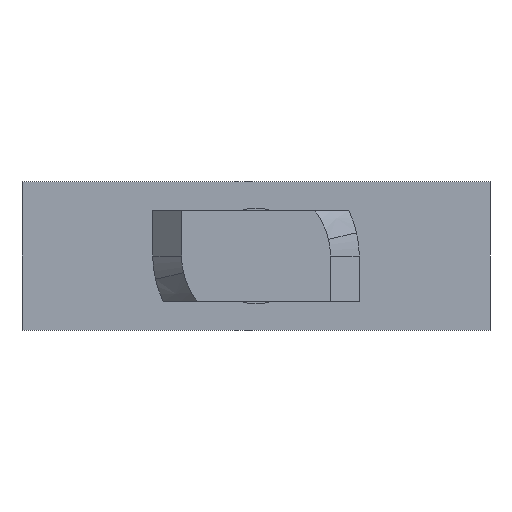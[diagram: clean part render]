
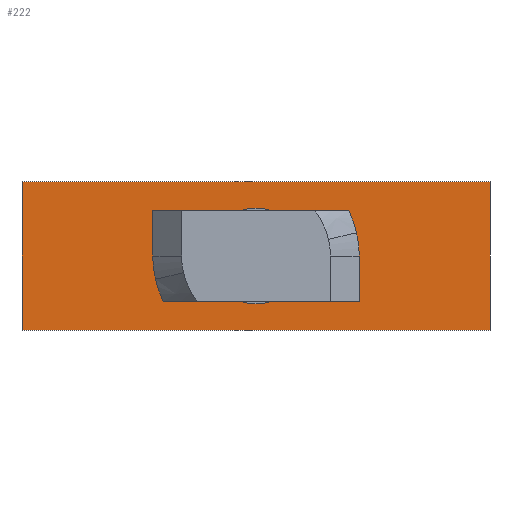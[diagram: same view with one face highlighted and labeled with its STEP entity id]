
A CAD part, front view. The second image highlights one B-rep face of the part: STEP entity #222.
In plain terms, the highlighted planar face has unit normal (0, -1, 0).
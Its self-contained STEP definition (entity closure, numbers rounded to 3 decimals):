
#222=ADVANCED_FACE('',(#449,#450),#451,.T.);
#449=FACE_BOUND('',#677,.T.);
#450=FACE_OUTER_BOUND('',#678,.T.);
#451=PLANE('',#679);
#677=EDGE_LOOP('',(#1248,#1249));
#678=EDGE_LOOP('',(#1250,#1251,#1252,#1253));
#679=AXIS2_PLACEMENT_3D('',#1254,#1255,#1256);
#1248=ORIENTED_EDGE('',*,*,#1334,.T.);
#1249=ORIENTED_EDGE('',*,*,#1535,.T.);
#1250=ORIENTED_EDGE('',*,*,#1542,.F.);
#1251=ORIENTED_EDGE('',*,*,#1543,.T.);
#1252=ORIENTED_EDGE('',*,*,#1544,.T.);
#1253=ORIENTED_EDGE('',*,*,#1538,.T.);
#1254=CARTESIAN_POINT('',(22.0,20.5,-16.0));
#1255=DIRECTION('',(0.0,-1.0,0.0));
#1256=DIRECTION('',(0.0,0.0,1.0));
#1334=EDGE_CURVE('',#1577,#1581,#1583,.T.);
#1535=EDGE_CURVE('',#1581,#1577,#1871,.T.);
#1538=EDGE_CURVE('',#1874,#1875,#1876,.T.);
#1542=EDGE_CURVE('',#1880,#1875,#1881,.T.);
#1543=EDGE_CURVE('',#1880,#1882,#1883,.T.);
#1544=EDGE_CURVE('',#1882,#1874,#1884,.T.);
#1577=VERTEX_POINT('',#1921);
#1581=VERTEX_POINT('',#1926);
#1583=CIRCLE('',#1929,4.5);
#1871=CIRCLE('',#2513,4.5);
#1874=VERTEX_POINT('',#2516);
#1875=VERTEX_POINT('',#2517);
#1876=LINE('',#2518,#2519);
#1880=VERTEX_POINT('',#2525);
#1881=LINE('',#2526,#2527);
#1882=VERTEX_POINT('',#2528);
#1883=LINE('',#2529,#2530);
#1884=LINE('',#2531,#2532);
#1921=CARTESIAN_POINT('',(-4.5,20.5,-9.0));
#1926=CARTESIAN_POINT('',(4.5,20.5,-9.0));
#1929=AXIS2_PLACEMENT_3D('',#2568,#2569,#2570);
#2513=AXIS2_PLACEMENT_3D('',#2792,#2793,#2794);
#2516=CARTESIAN_POINT('',(22.0,20.5,-2.0));
#2517=CARTESIAN_POINT('',(-22.0,20.5,-2.0));
#2518=CARTESIAN_POINT('',(-22.0,20.5,-2.0));
#2519=VECTOR('',#2798,1.0);
#2525=CARTESIAN_POINT('',(-22.0,20.5,-16.0));
#2526=CARTESIAN_POINT('',(-22.0,20.5,-16.0));
#2527=VECTOR('',#2801,1.0);
#2528=CARTESIAN_POINT('',(22.0,20.5,-16.0));
#2529=CARTESIAN_POINT('',(-22.0,20.5,-16.0));
#2530=VECTOR('',#2802,1.0);
#2531=CARTESIAN_POINT('',(22.0,20.5,-16.0));
#2532=VECTOR('',#2803,1.0);
#2568=CARTESIAN_POINT('',(0.,20.5,-9.0));
#2569=DIRECTION('',(0.,1.0,0.0));
#2570=DIRECTION('',(-1.0,0.,0.0));
#2792=CARTESIAN_POINT('',(0.,20.5,-9.0));
#2793=DIRECTION('',(0.,1.0,0.0));
#2794=DIRECTION('',(-1.0,0.,0.0));
#2798=DIRECTION('',(-1.0,0.0,0.0));
#2801=DIRECTION('',(0.0,0.0,1.0));
#2802=DIRECTION('',(1.0,0.0,0.0));
#2803=DIRECTION('',(0.0,0.0,1.0));
